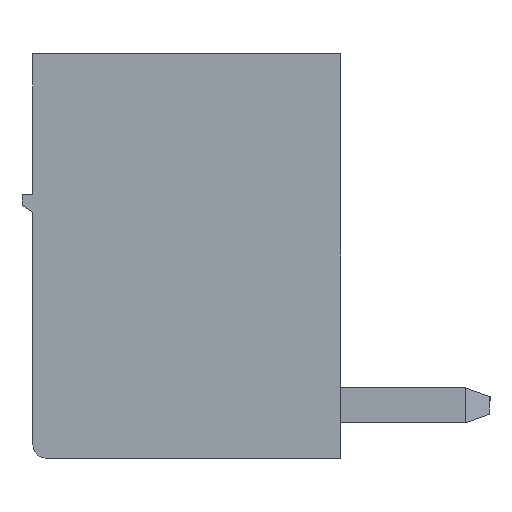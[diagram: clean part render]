
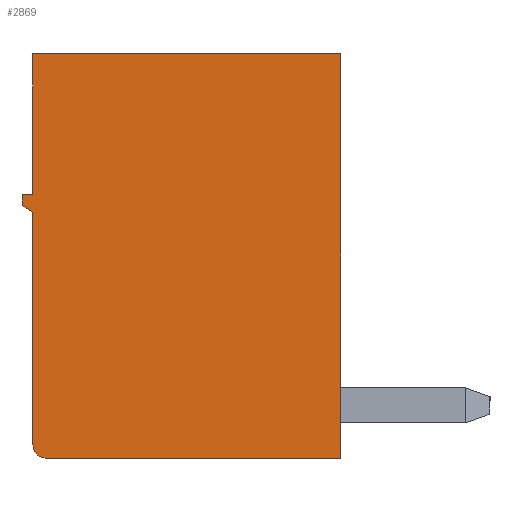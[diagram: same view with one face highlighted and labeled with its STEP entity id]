
A CAD part, left-side view. The second image highlights one B-rep face of the part: STEP entity #2869.
In plain terms, the highlighted planar face has unit normal (-1, 0, 0).
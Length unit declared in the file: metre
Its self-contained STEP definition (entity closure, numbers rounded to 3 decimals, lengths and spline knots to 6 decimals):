
#2869=ADVANCED_FACE('',(#5836),#5837,.T.);
#5836=FACE_OUTER_BOUND('',#8818,.T.);
#5837=PLANE('',#8819);
#8818=EDGE_LOOP('',(#17557,#17558,#17559,#17560,#17561,#17562,#17563,#17564,#17565));
#8819=AXIS2_PLACEMENT_3D('',#17566,#17567,#17568);
#17557=ORIENTED_EDGE('',*,*,#17945,.T.);
#17558=ORIENTED_EDGE('',*,*,#17941,.T.);
#17559=ORIENTED_EDGE('',*,*,#17937,.T.);
#17560=ORIENTED_EDGE('',*,*,#17933,.F.);
#17561=ORIENTED_EDGE('',*,*,#17949,.T.);
#17562=ORIENTED_EDGE('',*,*,#17953,.T.);
#17563=ORIENTED_EDGE('',*,*,#17985,.T.);
#17564=ORIENTED_EDGE('',*,*,#18171,.F.);
#17565=ORIENTED_EDGE('',*,*,#18213,.T.);
#17566=CARTESIAN_POINT('',(-1.087027,0.00436,0.000933));
#17567=DIRECTION('',(-1.0,0.0,0.0));
#17568=DIRECTION('',(0.0,0.0,1.0));
#17933=EDGE_CURVE('',#21502,#21498,#21504,.T.);
#17937=EDGE_CURVE('',#21507,#21498,#21510,.T.);
#17941=EDGE_CURVE('',#21513,#21507,#21516,.T.);
#17945=EDGE_CURVE('',#21519,#21513,#21522,.T.);
#17949=EDGE_CURVE('',#21502,#21526,#21528,.T.);
#17953=EDGE_CURVE('',#21526,#21532,#21534,.T.);
#17985=EDGE_CURVE('',#21532,#21592,#21594,.T.);
#18171=EDGE_CURVE('',#21938,#21592,#21940,.T.);
#18213=EDGE_CURVE('',#21938,#21519,#22007,.T.);
#21498=VERTEX_POINT('',#26716);
#21502=VERTEX_POINT('',#26722);
#21504=LINE('',#26725,#26726);
#21507=VERTEX_POINT('',#26729);
#21510=LINE('',#26734,#26735);
#21513=VERTEX_POINT('',#26738);
#21516=LINE('',#26743,#26744);
#21519=VERTEX_POINT('',#26747);
#21522=LINE('',#26752,#26753);
#21526=VERTEX_POINT('',#26758);
#21528=LINE('',#26761,#26762);
#21532=VERTEX_POINT('',#26766);
#21534=CIRCLE('',#26769,0.0003);
#21592=VERTEX_POINT('',#26856);
#21594=LINE('',#26859,#26860);
#21938=VERTEX_POINT('',#27376);
#21940=LINE('',#27379,#27380);
#22007=LINE('',#27477,#27478);
#26716=CARTESIAN_POINT('',(-1.087027,0.01111,-0.002517));
#26722=CARTESIAN_POINT('',(-1.087027,0.01086,-0.002667));
#26725=CARTESIAN_POINT('',(-1.087027,0.010852,-0.002672));
#26726=VECTOR('',#33994,1.0);
#26729=CARTESIAN_POINT('',(-1.087027,0.01111,-0.002267));
#26734=CARTESIAN_POINT('',(-1.087027,0.01111,-0.002267));
#26735=VECTOR('',#33997,1.0);
#26738=CARTESIAN_POINT('',(-1.087027,0.01086,-0.002267));
#26743=CARTESIAN_POINT('',(-1.087027,0.01061,-0.002267));
#26744=VECTOR('',#34000,1.0);
#26747=CARTESIAN_POINT('',(-1.087027,0.01086,0.000933));
#26752=CARTESIAN_POINT('',(-1.087027,0.01086,0.000933));
#26753=VECTOR('',#34003,1.0);
#26758=CARTESIAN_POINT('',(-1.087027,0.01086,-0.007967));
#26761=CARTESIAN_POINT('',(-1.087027,0.01086,0.000933));
#26762=VECTOR('',#34006,1.0);
#26766=CARTESIAN_POINT('',(-1.087027,0.01056,-0.008267));
#26769=AXIS2_PLACEMENT_3D('',#34011,#34012,#34013);
#26856=CARTESIAN_POINT('',(-1.087027,0.00386,-0.008267));
#26859=CARTESIAN_POINT('',(-1.087027,0.00436,-0.008267));
#26860=VECTOR('',#34044,1.0);
#27376=CARTESIAN_POINT('',(-1.087027,0.00386,0.000933));
#27379=CARTESIAN_POINT('',(-1.087027,0.00386,0.000933));
#27380=VECTOR('',#34251,1.0);
#27477=CARTESIAN_POINT('',(-1.087027,0.00436,0.000933));
#27478=VECTOR('',#34303,1.0);
#33994=DIRECTION('',(0.0,0.857,0.514));
#33997=DIRECTION('',(-0.0,-0.0,-1.0));
#34000=DIRECTION('',(0.0,1.0,-0.0));
#34003=DIRECTION('',(-0.0,-0.0,-1.0));
#34006=DIRECTION('',(-0.0,-0.0,-1.0));
#34011=CARTESIAN_POINT('',(-1.087027,0.01056,-0.007967));
#34012=DIRECTION('',(-1.0,0.0,0.0));
#34013=DIRECTION('',(0.0,0.0,1.0));
#34044=DIRECTION('',(-0.0,-1.0,0.0));
#34251=DIRECTION('',(0.0,0.,-1.0));
#34303=DIRECTION('',(0.0,1.0,-0.0));
